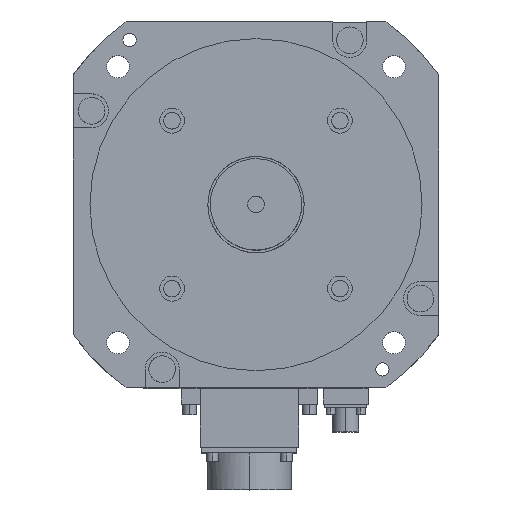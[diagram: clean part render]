
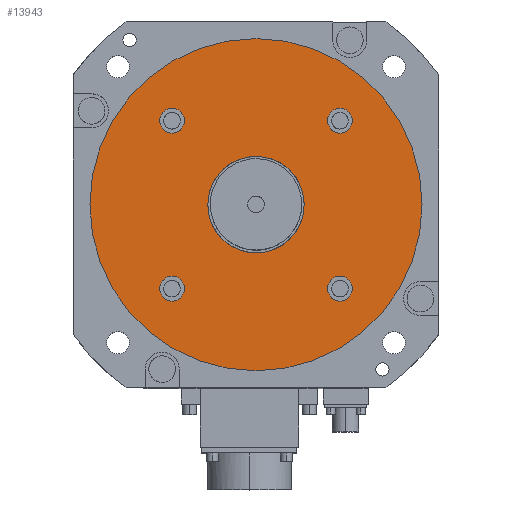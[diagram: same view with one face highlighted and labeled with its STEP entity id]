
A CAD part, top view. The second image highlights one B-rep face of the part: STEP entity #13943.
In plain terms, the highlighted planar face has unit normal (0, 0, 1).
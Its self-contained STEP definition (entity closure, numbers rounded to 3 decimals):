
#1879 = EDGE_LOOP ( 'NONE', ( #1882, #1910 ) ) ;
#1881 = EDGE_LOOP ( 'NONE', ( #1904, #13899 ) ) ;
#1882 = ORIENTED_EDGE ( 'NONE', *, *, #13852, .T. ) ;
#1883 = EDGE_LOOP ( 'NONE', ( #13907, #13908 ) ) ;
#1884 = ORIENTED_EDGE ( 'NONE', *, *, #13296, .T. ) ;
#1885 = EDGE_LOOP ( 'NONE', ( #2597, #1902 ) ) ;
#1902 = ORIENTED_EDGE ( 'NONE', *, *, #15972, .T. ) ;
#1904 = ORIENTED_EDGE ( 'NONE', *, *, #13870, .T. ) ;
#1910 = ORIENTED_EDGE ( 'NONE', *, *, #13179, .T. ) ;
#2589 = ORIENTED_EDGE ( 'NONE', *, *, #16155, .F. ) ;
#2597 = ORIENTED_EDGE ( 'NONE', *, *, #12960, .T. ) ;
#4306 = CARTESIAN_POINT ( 'NONE',  ( -50.558, -50.558, 4. ) ) ;
#5099 = DIRECTION ( 'NONE',  ( 0., 0., -1. ) ) ;
#5586 = DIRECTION ( 'NONE',  ( 1., 0., 0. ) ) ;
#5587 = DIRECTION ( 'NONE',  ( 0., 0., -1. ) ) ;
#5588 = CARTESIAN_POINT ( 'NONE',  ( 0., 0., 4. ) ) ;
#5589 = AXIS2_PLACEMENT_3D ( 'NONE', #5588, #5587, #5586 ) ;
#5590 = CIRCLE ( 'NONE', #5589, 29. ) ;
#5602 = DIRECTION ( 'NONE',  ( 1., 0., 0. ) ) ;
#5843 = DIRECTION ( 'NONE',  ( 1., 0., 0. ) ) ;
#5844 = DIRECTION ( 'NONE',  ( 0., 0., -1. ) ) ;
#5845 = CARTESIAN_POINT ( 'NONE',  ( -50.558, 50.558, 4. ) ) ;
#5846 = AXIS2_PLACEMENT_3D ( 'NONE', #5845, #5844, #5843 ) ;
#5847 = CIRCLE ( 'NONE', #5846, 7.5 ) ;
#5850 = AXIS2_PLACEMENT_3D ( 'NONE', #4306, #5099, #5602 ) ;
#5851 = CIRCLE ( 'NONE', #5850, 7.5 ) ;
#5852 = DIRECTION ( 'NONE',  ( 1., 0., 0. ) ) ;
#5853 = DIRECTION ( 'NONE',  ( 0., 0., -1. ) ) ;
#5930 = DIRECTION ( 'NONE',  ( 1., 0., 0. ) ) ;
#5931 = DIRECTION ( 'NONE',  ( 0., 0., -1. ) ) ;
#5932 = CARTESIAN_POINT ( 'NONE',  ( 50.558, -50.558, 4. ) ) ;
#5933 = AXIS2_PLACEMENT_3D ( 'NONE', #5932, #5931, #5930 ) ;
#5934 = CIRCLE ( 'NONE', #5933, 7.5 ) ;
#6103 = CARTESIAN_POINT ( 'NONE',  ( 50.558, 50.558, 4. ) ) ;
#6104 = AXIS2_PLACEMENT_3D ( 'NONE', #6103, #5853, #5852 ) ;
#6105 = CIRCLE ( 'NONE', #6104, 7.5 ) ;
#7482 = CARTESIAN_POINT ( 'NONE',  ( -43.058, -50.558, 4. ) ) ;
#7493 = DIRECTION ( 'NONE',  ( 1., 0., 0. ) ) ;
#7494 = DIRECTION ( 'NONE',  ( 0., 0., -1. ) ) ;
#7495 = CARTESIAN_POINT ( 'NONE',  ( 50.558, -50.558, 4. ) ) ;
#7496 = AXIS2_PLACEMENT_3D ( 'NONE', #7495, #7494, #7493 ) ;
#7497 = CIRCLE ( 'NONE', #7496, 7.5 ) ;
#7552 = CIRCLE ( 'NONE', #7573, 7.5 ) ;
#7557 = CARTESIAN_POINT ( 'NONE',  ( 43.058, -50.558, 4. ) ) ;
#7561 = CARTESIAN_POINT ( 'NONE',  ( -43.058, 50.558, 4. ) ) ;
#7562 = CARTESIAN_POINT ( 'NONE',  ( 29., 0., 4. ) ) ;
#7563 = CARTESIAN_POINT ( 'NONE',  ( -58.058, -50.558, 4. ) ) ;
#7564 = CARTESIAN_POINT ( 'NONE',  ( 58.058, -50.558, 4. ) ) ;
#7570 = DIRECTION ( 'NONE',  ( 1., 0., 0. ) ) ;
#7571 = DIRECTION ( 'NONE',  ( 0., 0., -1. ) ) ;
#7572 = CARTESIAN_POINT ( 'NONE',  ( -50.558, -50.558, 4. ) ) ;
#7573 = AXIS2_PLACEMENT_3D ( 'NONE', #7572, #7571, #7570 ) ;
#7625 = DIRECTION ( 'NONE',  ( 1., 0., 0. ) ) ;
#7626 = DIRECTION ( 'NONE',  ( 0., 0., -1. ) ) ;
#7627 = CARTESIAN_POINT ( 'NONE',  ( 0., 0., 4. ) ) ;
#7628 = AXIS2_PLACEMENT_3D ( 'NONE', #7627, #7626, #7625 ) ;
#7634 = CIRCLE ( 'NONE', #7628, 100. ) ;
#7740 = PLANE ( 'NONE',  #7820 ) ;
#7741 = FACE_OUTER_BOUND ( 'NONE', #13901, .T. ) ;
#7742 = FACE_BOUND ( 'NONE', #1885, .T. ) ;
#7743 = FACE_BOUND ( 'NONE', #1883, .T. ) ;
#7744 = FACE_BOUND ( 'NONE', #1881, .T. ) ;
#7745 = FACE_BOUND ( 'NONE', #1879, .T. ) ;
#7751 = FACE_BOUND ( 'NONE', #12983, .T. ) ;
#7817 = DIRECTION ( 'NONE',  ( 1., 0., 0. ) ) ;
#7818 = DIRECTION ( 'NONE',  ( 0., 0., 1. ) ) ;
#7819 = CARTESIAN_POINT ( 'NONE',  ( 0., 0., 4. ) ) ;
#7820 = AXIS2_PLACEMENT_3D ( 'NONE', #7819, #7818, #7817 ) ;
#7859 = DIRECTION ( 'NONE',  ( 1., 0., 0. ) ) ;
#7860 = DIRECTION ( 'NONE',  ( 0., 0., -1. ) ) ;
#7861 = CARTESIAN_POINT ( 'NONE',  ( -50.558, 50.558, 4. ) ) ;
#7862 = AXIS2_PLACEMENT_3D ( 'NONE', #7861, #7860, #7859 ) ;
#7863 = CIRCLE ( 'NONE', #7862, 7.5 ) ;
#8044 = DIRECTION ( 'NONE',  ( 1., 0., 0. ) ) ;
#8045 = DIRECTION ( 'NONE',  ( 0., 0., -1. ) ) ;
#8046 = CARTESIAN_POINT ( 'NONE',  ( 0., 0., 4. ) ) ;
#8047 = AXIS2_PLACEMENT_3D ( 'NONE', #8046, #8045, #8044 ) ;
#8048 = CIRCLE ( 'NONE', #8047, 29. ) ;
#8108 = CARTESIAN_POINT ( 'NONE',  ( -58.058, 50.558, 4. ) ) ;
#8159 = CARTESIAN_POINT ( 'NONE',  ( -29., 0., 4. ) ) ;
#8425 = CARTESIAN_POINT ( 'NONE',  ( 100., 0., 4. ) ) ;
#8494 = CARTESIAN_POINT ( 'NONE',  ( -100., 0., 4. ) ) ;
#8531 = DIRECTION ( 'NONE',  ( 1., 0., 0. ) ) ;
#8532 = DIRECTION ( 'NONE',  ( 0., 0., -1. ) ) ;
#8533 = AXIS2_PLACEMENT_3D ( 'NONE', #8540, #8532, #8531 ) ;
#8534 = CIRCLE ( 'NONE', #8533, 100. ) ;
#8540 = CARTESIAN_POINT ( 'NONE',  ( 0., 0., 4. ) ) ;
#8770 = CARTESIAN_POINT ( 'NONE',  ( 43.058, 50.558, 4. ) ) ;
#8781 = CARTESIAN_POINT ( 'NONE',  ( 58.058, 50.558, 4. ) ) ;
#8939 = DIRECTION ( 'NONE',  ( 1., 0., 0. ) ) ;
#8940 = DIRECTION ( 'NONE',  ( 0., 0., -1. ) ) ;
#8941 = CARTESIAN_POINT ( 'NONE',  ( 50.558, 50.558, 4. ) ) ;
#8942 = AXIS2_PLACEMENT_3D ( 'NONE', #8941, #8940, #8939 ) ;
#8943 = CIRCLE ( 'NONE', #8942, 7.5 ) ;
#12960 = EDGE_CURVE ( 'NONE', #13890, #15991, #5590, .T. ) ;
#12983 = EDGE_LOOP ( 'NONE', ( #13913, #1884 ) ) ;
#13122 = EDGE_CURVE ( 'NONE', #15983, #13891, #5847, .T. ) ;
#13158 = EDGE_CURVE ( 'NONE', #13875, #13865, #5851, .T. ) ;
#13179 = EDGE_CURVE ( 'NONE', #13883, #13874, #5934, .T. ) ;
#13296 = EDGE_CURVE ( 'NONE', #16255, #16240, #6105, .T. ) ;
#13852 = EDGE_CURVE ( 'NONE', #13874, #13883, #7497, .T. ) ;
#13865 = VERTEX_POINT ( 'NONE', #7482 ) ;
#13870 = EDGE_CURVE ( 'NONE', #13865, #13875, #7552, .T. ) ;
#13874 = VERTEX_POINT ( 'NONE', #7564 ) ;
#13875 = VERTEX_POINT ( 'NONE', #7563 ) ;
#13883 = VERTEX_POINT ( 'NONE', #7557 ) ;
#13890 = VERTEX_POINT ( 'NONE', #7562 ) ;
#13891 = VERTEX_POINT ( 'NONE', #7561 ) ;
#13899 = ORIENTED_EDGE ( 'NONE', *, *, #13158, .T. ) ;
#13901 = EDGE_LOOP ( 'NONE', ( #13911, #2589 ) ) ;
#13907 = ORIENTED_EDGE ( 'NONE', *, *, #15948, .T. ) ;
#13908 = ORIENTED_EDGE ( 'NONE', *, *, #13122, .T. ) ;
#13911 = ORIENTED_EDGE ( 'NONE', *, *, #13912, .F. ) ;
#13912 = EDGE_CURVE ( 'NONE', #16091, #16139, #7634, .T. ) ;
#13913 = ORIENTED_EDGE ( 'NONE', *, *, #16303, .T. ) ;
#13943 = ADVANCED_FACE ( 'NONE', ( #7751, #7745, #7744, #7743, #7742, #7741 ), #7740, .T. ) ;
#15948 = EDGE_CURVE ( 'NONE', #13891, #15983, #7863, .T. ) ;
#15972 = EDGE_CURVE ( 'NONE', #15991, #13890, #8048, .T. ) ;
#15983 = VERTEX_POINT ( 'NONE', #8108 ) ;
#15991 = VERTEX_POINT ( 'NONE', #8159 ) ;
#16091 = VERTEX_POINT ( 'NONE', #8425 ) ;
#16139 = VERTEX_POINT ( 'NONE', #8494 ) ;
#16155 = EDGE_CURVE ( 'NONE', #16139, #16091, #8534, .T. ) ;
#16240 = VERTEX_POINT ( 'NONE', #8781 ) ;
#16255 = VERTEX_POINT ( 'NONE', #8770 ) ;
#16303 = EDGE_CURVE ( 'NONE', #16240, #16255, #8943, .T. ) ;
